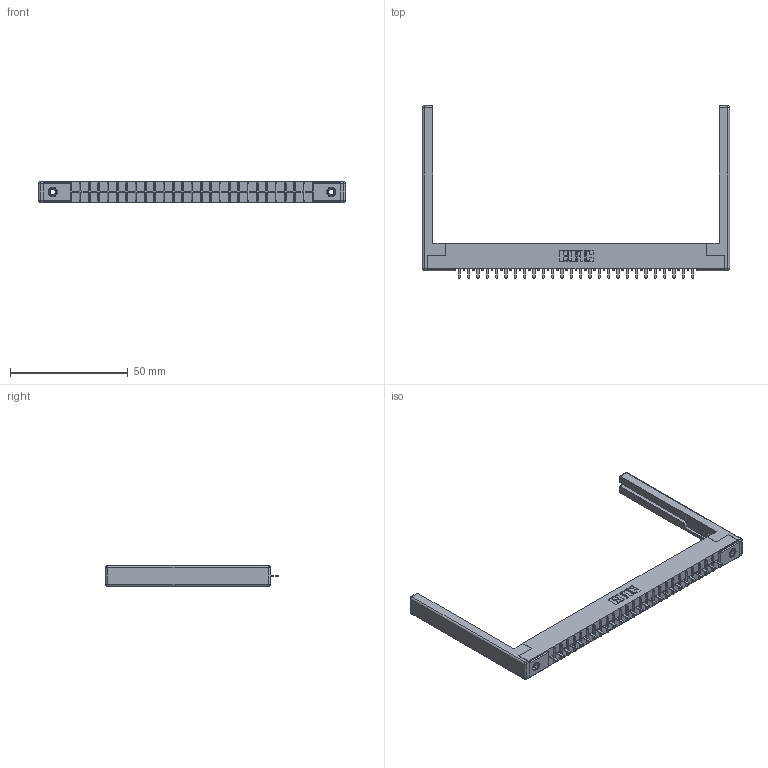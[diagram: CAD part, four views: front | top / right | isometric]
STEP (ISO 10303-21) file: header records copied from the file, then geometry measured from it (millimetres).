
FILE_DESCRIPTION (( 'STEP AP203' ), '1' );
FILE_NAME ('306-026-421-168.STEP', '2020-09-21T23:26:17', ( '' ), ( '' ), 'SwSTEP 2.0', 'SolidWorks 2020', '' );
FILE_SCHEMA (( 'CONFIG_CONTROL_DESIGN' ));
Length unit declared in the file: inch
Products named in the file (5): 345-250-001_345-250-001-102; 306-290-001_121; 306 Part_.156 Dia; 307-220-068; 306-026-421-168
Assembly tree (31 placements, depth 2):
  306-026-421-168
    306 Part_.156 Dia
    306-290-001_121  x26
    345-250-001_345-250-001-102  x2
    307-220-068  x2
Bounding box: 130.45 x 73.18 x 8.71 mm (x, y, z)
Volume: 13450.6 mm3; surface area: 17229.3 mm2
Topology: 31 solids, 31 shells, 2090 faces, 5828 edges, 3724 vertices
Faces by surface type: plane 1378, cylinder 584, sphere 112, cone 12, torus 4
Entity records: 29034 total; most frequent: CARTESIAN_POINT 4838, ORIENTED_EDGE 4786, DIRECTION 4785, EDGE_CURVE 2393, LINE 1859, VECTOR 1859, VERTEX_POINT 1516, AXIS2_PLACEMENT_3D 1463
